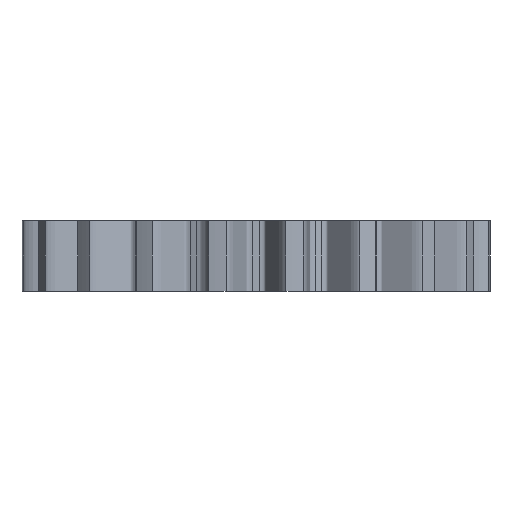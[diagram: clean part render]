
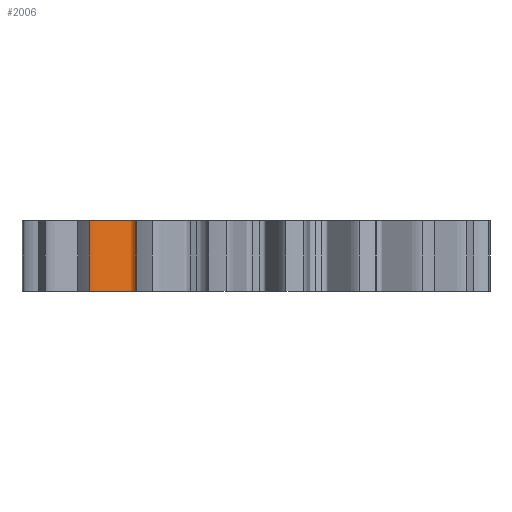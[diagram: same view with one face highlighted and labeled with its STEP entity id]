
A CAD part, front view. The second image highlights one B-rep face of the part: STEP entity #2006.
In plain terms, the highlighted free-form (B-spline) face has degree [3, 1] with [5, 2] control points.
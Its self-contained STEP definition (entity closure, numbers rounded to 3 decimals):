
#40 = CARTESIAN_POINT ( 'NONE',  ( -8.468, -10.514, 5. ) ) ;
#90 = EDGE_CURVE ( 'NONE', #2883, #1675, #1055, .T. ) ;
#142 = CARTESIAN_POINT ( 'NONE',  ( -8.758, -10.28, 5. ) ) ;
#205 = CARTESIAN_POINT ( 'NONE',  ( -8.468, -10.514, 0. ) ) ;
#245 = EDGE_CURVE ( 'NONE', #1056, #1675, #787, .T. ) ;
#296 = DIRECTION ( 'NONE',  ( 0., 0., -1. ) ) ;
#387 = CARTESIAN_POINT ( 'NONE',  ( -11.053, -11.703, 5. ) ) ;
#437 = CARTESIAN_POINT ( 'NONE',  ( -8.758, -10.28, 0. ) ) ;
#453 = CARTESIAN_POINT ( 'NONE',  ( -9.236, -10.44, 5. ) ) ;
#636 = ORIENTED_EDGE ( 'NONE', *, *, #90, .T. ) ;
#648 = CARTESIAN_POINT ( 'NONE',  ( -9.236, -10.44, 0. ) ) ;
#684 = CARTESIAN_POINT ( 'NONE',  ( -11.053, -11.703, 0. ) ) ;
#731 = CARTESIAN_POINT ( 'NONE',  ( -11.053, -11.703, 5. ) ) ;
#763 = CARTESIAN_POINT ( 'NONE',  ( -9.236, -10.44, 5. ) ) ;
#787 = LINE ( 'NONE', #40, #1881 ) ;
#917 = CARTESIAN_POINT ( 'NONE',  ( -11.707, -11.627, 0. ) ) ;
#943 = EDGE_CURVE ( 'NONE', #2217, #1056, #2209, .T. ) ;
#967 = CARTESIAN_POINT ( 'NONE',  ( -11.707, -11.627, 5. ) ) ;
#1013 = ORIENTED_EDGE ( 'NONE', *, *, #2961, .T. ) ;
#1055 = B_SPLINE_CURVE_WITH_KNOTS ( 'NONE', 3,
 ( #3247, #1513, #3230, #1734, #1498 ),
 .UNSPECIFIED., .F., .F.,
 ( 4, 1, 4 ),
 ( 0., 0.867, 1. ),
 .UNSPECIFIED. ) ;
#1056 = VERTEX_POINT ( 'NONE', #2839 ) ;
#1292 = CARTESIAN_POINT ( 'NONE',  ( -11.707, -11.627, 5. ) ) ;
#1476 = CARTESIAN_POINT ( 'NONE',  ( -8.758, -10.28, 5. ) ) ;
#1498 = CARTESIAN_POINT ( 'NONE',  ( -8.468, -10.514, 0. ) ) ;
#1513 = CARTESIAN_POINT ( 'NONE',  ( -11.053, -11.703, 0. ) ) ;
#1665 = CARTESIAN_POINT ( 'NONE',  ( -8.468, -10.514, 5. ) ) ;
#1675 = VERTEX_POINT ( 'NONE', #205 ) ;
#1734 = CARTESIAN_POINT ( 'NONE',  ( -8.758, -10.28, 0. ) ) ;
#1881 = VECTOR ( 'NONE', #296, 1000. ) ;
#2006 = ADVANCED_FACE ( 'NONE', ( #3181 ), #2402, .F. ) ;
#2209 = B_SPLINE_CURVE_WITH_KNOTS ( 'NONE', 3,
 ( #3022, #731, #763, #1476, #2488 ),
 .UNSPECIFIED., .F., .F.,
 ( 4, 1, 4 ),
 ( 0., 0.867, 1. ),
 .UNSPECIFIED. ) ;
#2217 = VERTEX_POINT ( 'NONE', #1292 ) ;
#2311 = ORIENTED_EDGE ( 'NONE', *, *, #943, .F. ) ;
#2402 = B_SPLINE_SURFACE_WITH_KNOTS ( 'NONE', 3, 1, ( 
 ( #2949, #917 ),
 ( #387, #684 ),
 ( #453, #648 ),
 ( #142, #437 ),
 ( #1665, #2675 ) ),
 .UNSPECIFIED., .F., .F., .F.,
 ( 4, 1, 4 ),
 ( 2, 2 ),
 ( 0., 0.867, 1. ),
 ( 0., 1. ),
 .UNSPECIFIED. ) ;
#2488 = CARTESIAN_POINT ( 'NONE',  ( -8.468, -10.514, 5. ) ) ;
#2659 = CARTESIAN_POINT ( 'NONE',  ( -11.707, -11.627, 0. ) ) ;
#2675 = CARTESIAN_POINT ( 'NONE',  ( -8.468, -10.514, 0. ) ) ;
#2679 = LINE ( 'NONE', #967, #3016 ) ;
#2818 = ORIENTED_EDGE ( 'NONE', *, *, #245, .F. ) ;
#2839 = CARTESIAN_POINT ( 'NONE',  ( -8.468, -10.514, 5. ) ) ;
#2883 = VERTEX_POINT ( 'NONE', #2659 ) ;
#2949 = CARTESIAN_POINT ( 'NONE',  ( -11.707, -11.627, 5. ) ) ;
#2961 = EDGE_CURVE ( 'NONE', #2217, #2883, #2679, .T. ) ;
#2967 = DIRECTION ( 'NONE',  ( 0., 0., -1. ) ) ;
#3001 = EDGE_LOOP ( 'NONE', ( #636, #2818, #2311, #1013 ) ) ;
#3016 = VECTOR ( 'NONE', #2967, 1000. ) ;
#3022 = CARTESIAN_POINT ( 'NONE',  ( -11.707, -11.627, 5. ) ) ;
#3181 = FACE_OUTER_BOUND ( 'NONE', #3001, .T. ) ;
#3230 = CARTESIAN_POINT ( 'NONE',  ( -9.236, -10.44, 0. ) ) ;
#3247 = CARTESIAN_POINT ( 'NONE',  ( -11.707, -11.627, 0. ) ) ;
